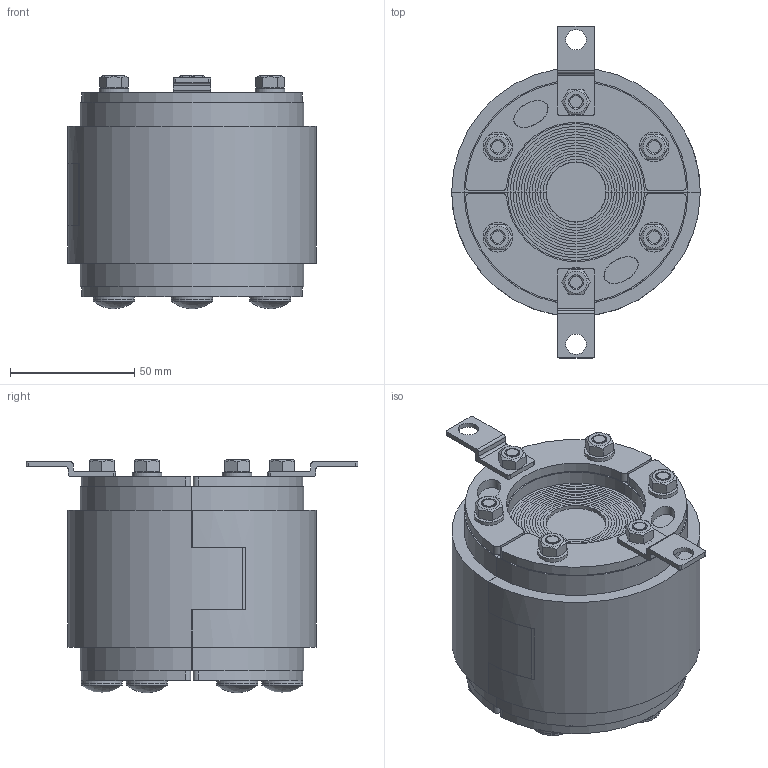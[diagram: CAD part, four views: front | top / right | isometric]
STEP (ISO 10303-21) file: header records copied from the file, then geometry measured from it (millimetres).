
FILE_DESCRIPTION(/* description */ (''),/* implementation_level */ '2;1');
FILE_NAME(/* name */ 'RS_100_22-XX_UG.stp',/* time_stamp */ '2018-06-26T14:00:10+02:00',/* author */ ('se-tontor'),/* organization */ (''),/* preprocessor_version */ 'ST-DEVELOPER v16.1',/* originating_system */ 'Autodesk Inventor 2016',/* authorisation */ '');
FILE_SCHEMA (('AUTOMOTIVE_DESIGN { 1 0 10303 214 3 1 1 }'));
Length unit declared in the file: millimetre
Products named in the file (12): 100-061061; 100-055667; 100-055670; 100-055669; 100-055666; 100-006387; 100-002308; 100-001226; 100-001213; 100-114213-90; 100-051209-01; 100-117721
Assembly tree (36 placements, depth 3):
  100-117721
    100-061061
    100-055667  x4
    100-055666  x2
      100-055670
      100-055669
    100-006387  x6
    100-002308  x5
    100-001226  x6
    100-001213  x6
    100-114213-90  x2
    100-051209-01  x2
Bounding box: 100 x 133.5 x 93.79 mm (x, y, z)
Volume: 564947.6 mm3; surface area: 365795.8 mm2
Topology: 62 solids, 62 shells, 1843 faces, 4743 edges, 3142 vertices
Faces by surface type: plane 1308, bspline 278, cylinder 197, cone 54, sphere 6
Full cylindrical faces by diameter (mm): 4.917 x6, 5.5 x6, 6 x6, 6.2 x2, 6.4 x5, 8.2 x2, 12 x5, 16.5 x6, 16.55 x6, 24 x1
Entity records: 26287 total; most frequent: CARTESIAN_POINT 6277, ORIENTED_EDGE 4270, DIRECTION 3499, EDGE_CURVE 2135, LINE 1653, VECTOR 1653, VERTEX_POINT 1429, EDGE_LOOP 924
